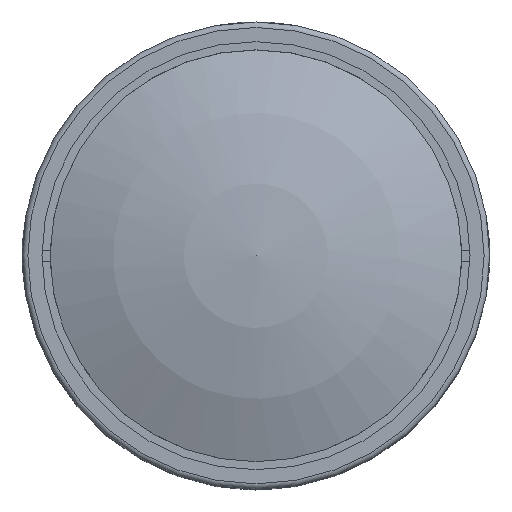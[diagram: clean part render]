
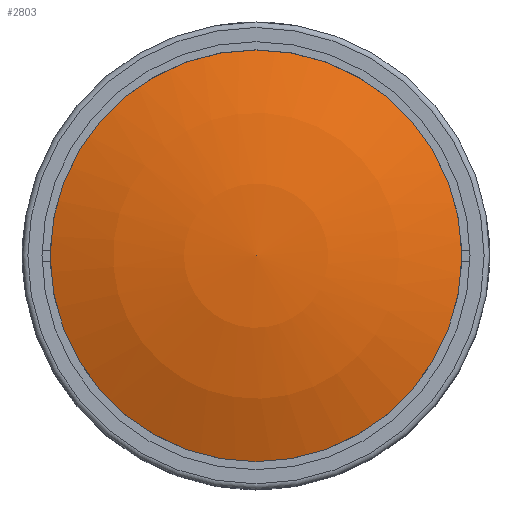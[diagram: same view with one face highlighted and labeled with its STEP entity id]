
A CAD part, top view. The second image highlights one B-rep face of the part: STEP entity #2803.
In plain terms, the highlighted spherical face has radius 50 mm.
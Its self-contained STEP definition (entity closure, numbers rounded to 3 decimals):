
#661=FACE_OUTER_BOUND('',#850,.T.);
#850=EDGE_LOOP('',(#1909));
#1160=CIRCLE('',#3008,19.);
#1297=VERTEX_POINT('',#4114);
#1566=EDGE_CURVE('',#1297,#1297,#1160,.T.);
#1909=ORIENTED_EDGE('',*,*,#1566,.F.);
#2595=SPHERICAL_SURFACE('',#3007,50.);
#2803=ADVANCED_FACE('',(#661),#2595,.T.);
#3007=AXIS2_PLACEMENT_3D('',#4113,#3337,#3338);
#3008=AXIS2_PLACEMENT_3D('',#4115,#3339,#3340);
#3337=DIRECTION('center_axis',(0.,0.,
1.));
#3338=DIRECTION('ref_axis',(-0.43,-0.903,0.));
#3339=DIRECTION('center_axis',(0.,0.,
-1.));
#3340=DIRECTION('ref_axis',(-0.43,-0.903,0.));
#4113=CARTESIAN_POINT('Origin',(0.,0.,
-51.874));
#4114=CARTESIAN_POINT('',(17.158,-8.162,-5.625));
#4115=CARTESIAN_POINT('Origin',(0.,0.,
-5.625));
